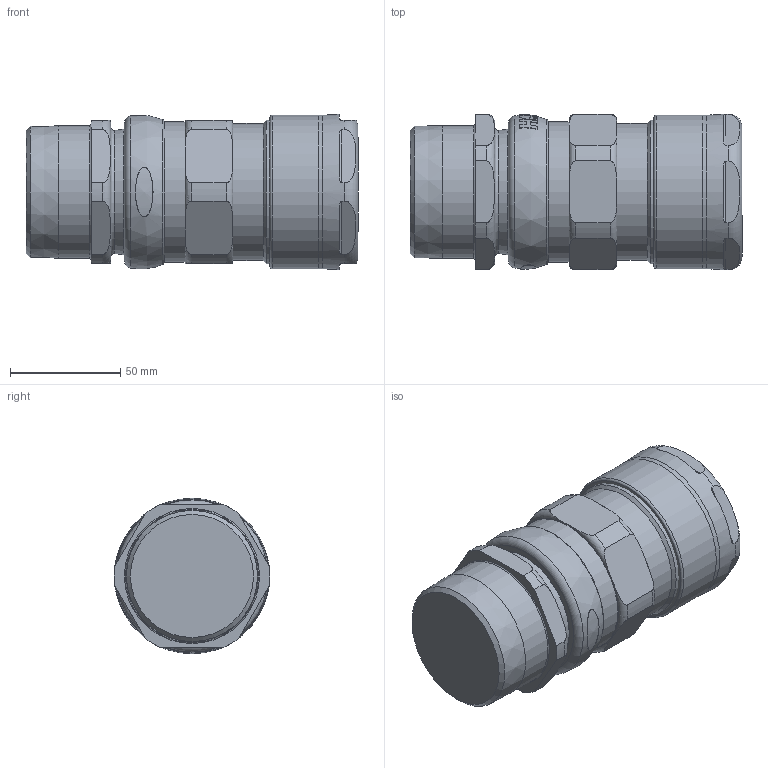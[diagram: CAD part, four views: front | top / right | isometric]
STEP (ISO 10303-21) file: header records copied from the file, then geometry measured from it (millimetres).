
FILE_DESCRIPTION(/* description */ (''),/* implementation_level */ '2;1');
FILE_NAME(/* name */ '701_X D_2_NPT.stp',/* time_stamp */ '2021-05-11T12:27:00+06:00',/* author */ ('vinaykumark'),/* organization */ (''),/* preprocessor_version */ 'ST-DEVELOPER v18',/* originating_system */ 'Autodesk Inventor 2020',/* authorisation */ '');
FILE_SCHEMA (('AUTOMOTIVE_DESIGN { 1 0 10303 214 3 1 1 }'));
Length unit declared in the file: inch
Products named in the file (1): 701_X D_2_NPT
Bounding box: 150.7 x 70.77 x 70.54 mm (x, y, z)
Volume: 671617.9 mm3; surface area: 112421 mm2
Topology: 9 solids, 9 shells, 868 faces, 2345 edges, 1476 vertices
Faces by surface type: plane 375, cone 160, torus 129, cylinder 118, bspline 86
Full cylindrical faces by diameter (mm): 52 x1, 52.6 x1, 56.4 x1, 56.44 x1, 57.2 x2, 57.4 x1, 57.44 x1, 60.325 x1, 60.33 x1, 62.08 x1, 62.2 x1, 63 x1, 63.95 x1, 65 x1, 69.6 x1
Entity records: 33043 total; most frequent: CARTESIAN_POINT 11898, ORIENTED_EDGE 4690, DIRECTION 3862, EDGE_CURVE 2345, AXIS2_PLACEMENT_3D 1624, VERTEX_POINT 1476, EDGE_LOOP 895, STYLED_ITEM 877
